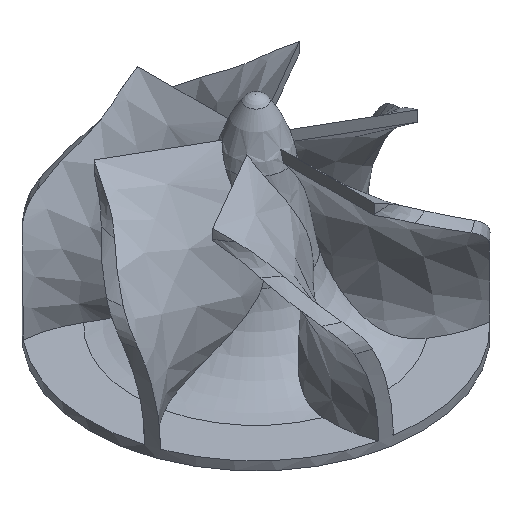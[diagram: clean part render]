
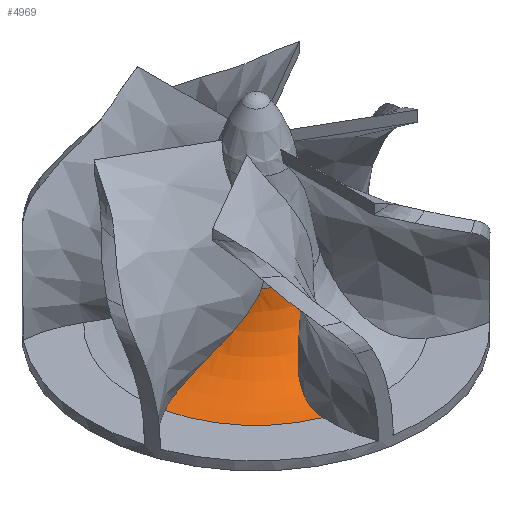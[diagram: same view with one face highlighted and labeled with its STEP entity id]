
A CAD part, isometric view. The second image highlights one B-rep face of the part: STEP entity #4969.
In plain terms, the highlighted toroidal (fillet/blend) face has major radius 14 mm and minor radius 9 mm.
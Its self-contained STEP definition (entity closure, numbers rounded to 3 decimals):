
#2302 = VERTEX_POINT('',#2303);
#2303 = CARTESIAN_POINT('',(-0.028,-5.156,
    7.333));
#2380 = VERTEX_POINT('',#2381);
#2381 = CARTESIAN_POINT('',(-5.278,-12.967,0.));
#2393 = EDGE_CURVE('',#2380,#2302,#2394,.T.);
#2394 = B_SPLINE_CURVE_WITH_KNOTS('',6,(#2395,#2396,#2397,#2398,#2399,
    #2400,#2401,#2402,#2403,#2404,#2405,#2406,#2407,#2408,#2409,#2410,
    #2411,#2412,#2413,#2414,#2415,#2416,#2417,#2418,#2419,#2420,#2421,
    #2422,#2423,#2424,#2425,#2426,#2427,#2428,#2429,#2430,#2431,#2432,
    #2433,#2434,#2435,#2436,#2437,#2438,#2439,#2440,#2441,#2442,#2443,
    #2444,#2445,#2446),.UNSPECIFIED.,.F.,.F.,(7,5,5,5,5,5,5,5,5,5,7),(0.
    ,0.068,0.187,0.321,0.391,
    0.513,0.638,0.768,0.896,
    0.988,1.),.UNSPECIFIED.);
#2395 = CARTESIAN_POINT('',(-5.278,-12.967,0.));
#2396 = CARTESIAN_POINT('',(-5.269,-12.819,0.
    ));
#2397 = CARTESIAN_POINT('',(-5.258,-12.67,
    0.003));
#2398 = CARTESIAN_POINT('',(-5.245,-12.522,
    0.008));
#2399 = CARTESIAN_POINT('',(-5.228,-12.374,
    0.016));
#2400 = CARTESIAN_POINT('',(-5.209,-12.227,
    0.027));
#2401 = CARTESIAN_POINT('',(-5.147,-11.826,
    0.064));
#2402 = CARTESIAN_POINT('',(-5.099,-11.574,
    0.096));
#2403 = CARTESIAN_POINT('',(-5.042,-11.325,
    0.137));
#2404 = CARTESIAN_POINT('',(-4.975,-11.079,
    0.187));
#2405 = CARTESIAN_POINT('',(-4.898,-10.839,
    0.246));
#2406 = CARTESIAN_POINT('',(-4.717,-10.341,
    0.389));
#2407 = CARTESIAN_POINT('',(-4.61,-10.086,
    0.476));
#2408 = CARTESIAN_POINT('',(-4.492,-9.839,
    0.573));
#2409 = CARTESIAN_POINT('',(-4.364,-9.601,
    0.681));
#2410 = CARTESIAN_POINT('',(-4.228,-9.373,
    0.799));
#2411 = CARTESIAN_POINT('',(-4.01,-9.039,
    0.992));
#2412 = CARTESIAN_POINT('',(-3.933,-8.927,1.062
    ));
#2413 = CARTESIAN_POINT('',(-3.854,-8.817,
    1.134));
#2414 = CARTESIAN_POINT('',(-3.773,-8.71,
    1.208));
#2415 = CARTESIAN_POINT('',(-3.691,-8.605,
    1.285));
#2416 = CARTESIAN_POINT('',(-3.466,-8.328,
    1.499));
#2417 = CARTESIAN_POINT('',(-3.321,-8.16,
    1.641));
#2418 = CARTESIAN_POINT('',(-3.173,-8.,
    1.788));
#2419 = CARTESIAN_POINT('',(-3.024,-7.846,
    1.941));
#2420 = CARTESIAN_POINT('',(-2.875,-7.698,
    2.1));
#2421 = CARTESIAN_POINT('',(-2.572,-7.409,
    2.432));
#2422 = CARTESIAN_POINT('',(-2.418,-7.268,
    2.606));
#2423 = CARTESIAN_POINT('',(-2.265,-7.132,
    2.785));
#2424 = CARTESIAN_POINT('',(-2.114,-7.002,
    2.969));
#2425 = CARTESIAN_POINT('',(-1.965,-6.875,
    3.157));
#2426 = CARTESIAN_POINT('',(-1.666,-6.626,
    3.552));
#2427 = CARTESIAN_POINT('',(-1.516,-6.503,
    3.76));
#2428 = CARTESIAN_POINT('',(-1.37,-6.384,
    3.972));
#2429 = CARTESIAN_POINT('',(-1.228,-6.269,
    4.189));
#2430 = CARTESIAN_POINT('',(-1.092,-6.158,
    4.411));
#2431 = CARTESIAN_POINT('',(-0.834,-5.947,
    4.861));
#2432 = CARTESIAN_POINT('',(-0.713,-5.846,
    5.088));
#2433 = CARTESIAN_POINT('',(-0.598,-5.75,
    5.321));
#2434 = CARTESIAN_POINT('',(-0.491,-5.657,
    5.559));
#2435 = CARTESIAN_POINT('',(-0.394,-5.569,
    5.803));
#2436 = CARTESIAN_POINT('',(-0.246,-5.428,
    6.234));
#2437 = CARTESIAN_POINT('',(-0.19,-5.372,
    6.419));
#2438 = CARTESIAN_POINT('',(-0.141,-5.319,
    6.607));
#2439 = CARTESIAN_POINT('',(-0.099,-5.269,
    6.797));
#2440 = CARTESIAN_POINT('',(-0.067,-5.225,
    6.991));
#2441 = CARTESIAN_POINT('',(-0.04,-5.179,
    7.211));
#2442 = CARTESIAN_POINT('',(-0.038,-5.175,
    7.235));
#2443 = CARTESIAN_POINT('',(-0.035,-5.17,
    7.259));
#2444 = CARTESIAN_POINT('',(-0.033,-5.165,
    7.284));
#2445 = CARTESIAN_POINT('',(-0.03,-5.16,
    7.308));
#2446 = CARTESIAN_POINT('',(-0.028,-5.156,
    7.333));
#2543 = EDGE_CURVE('',#2380,#2544,#2546,.T.);
#2544 = VERTEX_POINT('',#2545);
#2545 = CARTESIAN_POINT('',(-13.639,-3.16,0.));
#2546 = CIRCLE('',#2547,14.);
#2547 = AXIS2_PLACEMENT_3D('',#2548,#2549,#2550);
#2548 = CARTESIAN_POINT('',(0.,0.,0.));
#2549 = DIRECTION('',(0.,0.,-1.));
#2550 = DIRECTION('',(1.,0.,0.));
#2600 = VERTEX_POINT('',#2601);
#2601 = CARTESIAN_POINT('',(-3.314,-3.949,
    7.333));
#2641 = EDGE_CURVE('',#2600,#2544,#2642,.T.);
#2642 = B_SPLINE_CURVE_WITH_KNOTS('',7,(#2643,#2644,#2645,#2646,#2647,
    #2648,#2649,#2650,#2651,#2652,#2653,#2654,#2655,#2656,#2657,#2658,
    #2659,#2660,#2661,#2662,#2663,#2664,#2665,#2666,#2667,#2668,#2669,
    #2670,#2671,#2672,#2673,#2674,#2675,#2676,#2677,#2678,#2679,#2680,
    #2681,#2682,#2683,#2684,#2685,#2686,#2687,#2688,#2689,#2690,#2691,
    #2692,#2693,#2694,#2695,#2696,#2697,#2698),.UNSPECIFIED.,.F.,.F.,(8,
    6,6,6,6,6,6,6,6,8),(0.,0.088,0.192,
    0.296,0.459,0.612,0.694,
    0.741,0.843,1.),.UNSPECIFIED.);
#2643 = CARTESIAN_POINT('',(-3.314,-3.949,
    7.333));
#2644 = CARTESIAN_POINT('',(-3.37,-3.942,
    7.172));
#2645 = CARTESIAN_POINT('',(-3.436,-3.929,
    7.015));
#2646 = CARTESIAN_POINT('',(-3.51,-3.912,
    6.863));
#2647 = CARTESIAN_POINT('',(-3.59,-3.89,
    6.714));
#2648 = CARTESIAN_POINT('',(-3.674,-3.866,
    6.568));
#2649 = CARTESIAN_POINT('',(-3.762,-3.84,
    6.424));
#2650 = CARTESIAN_POINT('',(-3.96,-3.778,
    6.116));
#2651 = CARTESIAN_POINT('',(-4.073,-3.742,
    5.951));
#2652 = CARTESIAN_POINT('',(-4.188,-3.704,
    5.79));
#2653 = CARTESIAN_POINT('',(-4.306,-3.663,
    5.631));
#2654 = CARTESIAN_POINT('',(-4.426,-3.621,
    5.473));
#2655 = CARTESIAN_POINT('',(-4.548,-3.578,
    5.318));
#2656 = CARTESIAN_POINT('',(-4.796,-3.49,
    5.012));
#2657 = CARTESIAN_POINT('',(-4.922,-3.444,
    4.86));
#2658 = CARTESIAN_POINT('',(-5.049,-3.398,
    4.711));
#2659 = CARTESIAN_POINT('',(-5.179,-3.351,
    4.563));
#2660 = CARTESIAN_POINT('',(-5.31,-3.303,4.416)
  );
#2661 = CARTESIAN_POINT('',(-5.442,-3.255,
    4.271));
#2662 = CARTESIAN_POINT('',(-5.787,-3.13,
    3.904));
#2663 = CARTESIAN_POINT('',(-6.001,-3.053,3.684
    ));
#2664 = CARTESIAN_POINT('',(-6.22,-2.976,
    3.468));
#2665 = CARTESIAN_POINT('',(-6.442,-2.898,
    3.256));
#2666 = CARTESIAN_POINT('',(-6.67,-2.822,
    3.048));
#2667 = CARTESIAN_POINT('',(-6.902,-2.748,
    2.846));
#2668 = CARTESIAN_POINT('',(-7.362,-2.609,
    2.462));
#2669 = CARTESIAN_POINT('',(-7.59,-2.544,
    2.28));
#2670 = CARTESIAN_POINT('',(-7.822,-2.483,
    2.104));
#2671 = CARTESIAN_POINT('',(-8.06,-2.425,
    1.932));
#2672 = CARTESIAN_POINT('',(-8.302,-2.373,
    1.766));
#2673 = CARTESIAN_POINT('',(-8.55,-2.327,
    1.606));
#2674 = CARTESIAN_POINT('',(-8.938,-2.268,
    1.372));
#2675 = CARTESIAN_POINT('',(-9.075,-2.25,
    1.292));
#2676 = CARTESIAN_POINT('',(-9.213,-2.234,
    1.215));
#2677 = CARTESIAN_POINT('',(-9.352,-2.221,
    1.139));
#2678 = CARTESIAN_POINT('',(-9.493,-2.21,
    1.066));
#2679 = CARTESIAN_POINT('',(-9.635,-2.202,
    0.995));
#2680 = CARTESIAN_POINT('',(-9.861,-2.195,
    0.887));
#2681 = CARTESIAN_POINT('',(-9.944,-2.194,
    0.849));
#2682 = CARTESIAN_POINT('',(-10.027,-2.193,
    0.811));
#2683 = CARTESIAN_POINT('',(-10.111,-2.194,
    0.774));
#2684 = CARTESIAN_POINT('',(-10.195,-2.196,
    0.738));
#2685 = CARTESIAN_POINT('',(-10.279,-2.199,
    0.703));
#2686 = CARTESIAN_POINT('',(-10.547,-2.212,
    0.595));
#2687 = CARTESIAN_POINT('',(-10.732,-2.226,
    0.525));
#2688 = CARTESIAN_POINT('',(-10.918,-2.247,
    0.46));
#2689 = CARTESIAN_POINT('',(-11.104,-2.273,0.399)
  );
#2690 = CARTESIAN_POINT('',(-11.292,-2.306,
    0.343));
#2691 = CARTESIAN_POINT('',(-11.479,-2.344,
    0.292));
#2692 = CARTESIAN_POINT('',(-11.956,-2.459,
    0.175));
#2693 = CARTESIAN_POINT('',(-12.245,-2.543,
    0.116));
#2694 = CARTESIAN_POINT('',(-12.532,-2.641,
    0.069));
#2695 = CARTESIAN_POINT('',(-12.815,-2.753,
    0.034));
#2696 = CARTESIAN_POINT('',(-13.095,-2.878,
    0.011));
#2697 = CARTESIAN_POINT('',(-13.37,-3.014,0.
    ));
#2698 = CARTESIAN_POINT('',(-13.639,-3.16,0.));
#4832 = EDGE_CURVE('',#2302,#2600,#4833,.T.);
#4833 = CIRCLE('',#4834,5.156);
#4834 = AXIS2_PLACEMENT_3D('',#4835,#4836,#4837);
#4835 = CARTESIAN_POINT('',(0.,0.,7.333));
#4836 = DIRECTION('',(0.,0.,-1.));
#4837 = DIRECTION('',(1.,0.,0.));
#4969 = ADVANCED_FACE('',(#4970),#4976,.F.);
#4970 = FACE_BOUND('',#4971,.T.);
#4971 = EDGE_LOOP('',(#4972,#4973,#4974,#4975));
#4972 = ORIENTED_EDGE('',*,*,#4832,.T.);
#4973 = ORIENTED_EDGE('',*,*,#2641,.T.);
#4974 = ORIENTED_EDGE('',*,*,#2543,.F.);
#4975 = ORIENTED_EDGE('',*,*,#2393,.T.);
#4976 = TOROIDAL_SURFACE('',#4977,14.,9.);
#4977 = AXIS2_PLACEMENT_3D('',#4978,#4979,#4980);
#4978 = CARTESIAN_POINT('',(0.,0.,9.));
#4979 = DIRECTION('',(0.,0.,1.));
#4980 = DIRECTION('',(1.,0.,0.));
